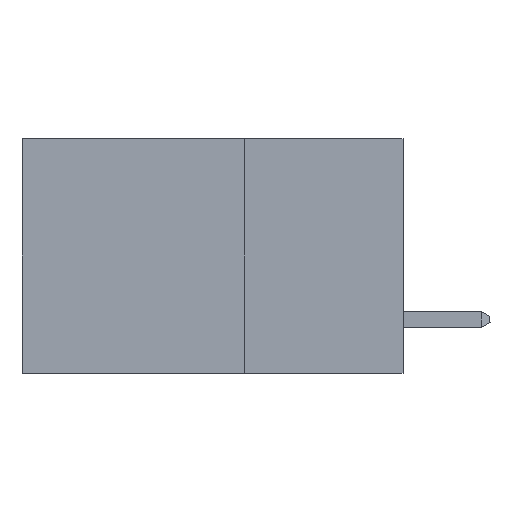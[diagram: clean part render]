
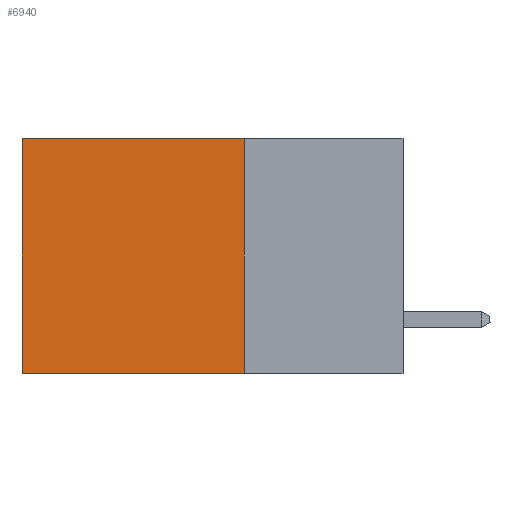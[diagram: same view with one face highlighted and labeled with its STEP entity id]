
A CAD part, left-side view. The second image highlights one B-rep face of the part: STEP entity #6940.
In plain terms, the highlighted planar face has unit normal (-1, 0, 0).
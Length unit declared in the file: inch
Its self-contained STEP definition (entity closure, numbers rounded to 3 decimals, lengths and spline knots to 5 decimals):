
#848 = AXIS2_PLACEMENT_3D ( 'NONE', #29777, #19147, #16917 ) ;
#1313 = VECTOR ( 'NONE', #26527, 39.37008 ) ;
#3383 = CARTESIAN_POINT ( 'NONE',  ( 0.2875, 0.25, -0.37 ) ) ;
#3488 = LINE ( 'NONE', #10448, #26873 ) ;
#5220 = VERTEX_POINT ( 'NONE', #34164 ) ;
#5515 = DIRECTION ( 'NONE',  ( 0., 1., 0. ) ) ;
#6940 = ADVANCED_FACE ( 'NONE', ( #34562 ), #14097, .F. ) ;
#8124 = LINE ( 'NONE', #3383, #24012 ) ;
#8349 = EDGE_CURVE ( 'NONE', #27023, #23789, #3488, .T. ) ;
#8619 = VECTOR ( 'NONE', #32052, 39.37008 ) ;
#9285 = EDGE_CURVE ( 'NONE', #23789, #26357, #15147, .T. ) ;
#10448 = CARTESIAN_POINT ( 'NONE',  ( 0.2875, 0.25, 0. ) ) ;
#11851 = CARTESIAN_POINT ( 'NONE',  ( 0.2875, 0.6, -0.37 ) ) ;
#13215 = CARTESIAN_POINT ( 'NONE',  ( 0.2875, 0.25, 0. ) ) ;
#14097 = PLANE ( 'NONE',  #848 ) ;
#14686 = ORIENTED_EDGE ( 'NONE', *, *, #8349, .T. ) ;
#15147 = LINE ( 'NONE', #26314, #1313 ) ;
#15774 = LINE ( 'NONE', #13215, #8619 ) ;
#16917 = DIRECTION ( 'NONE',  ( 0., 0., -1. ) ) ;
#18892 = ORIENTED_EDGE ( 'NONE', *, *, #24294, .F. ) ;
#19022 = ORIENTED_EDGE ( 'NONE', *, *, #9285, .T. ) ;
#19147 = DIRECTION ( 'NONE',  ( 1., 0., 0. ) ) ;
#20390 = CARTESIAN_POINT ( 'NONE',  ( 0.2875, 0.6, 0. ) ) ;
#22290 = DIRECTION ( 'NONE',  ( 0., 1., 0. ) ) ;
#23789 = VERTEX_POINT ( 'NONE', #20390 ) ;
#24012 = VECTOR ( 'NONE', #22290, 39.37008 ) ;
#24294 = EDGE_CURVE ( 'NONE', #5220, #26357, #8124, .T. ) ;
#26314 = CARTESIAN_POINT ( 'NONE',  ( 0.2875, 0.6, 0. ) ) ;
#26357 = VERTEX_POINT ( 'NONE', #11851 ) ;
#26527 = DIRECTION ( 'NONE',  ( 0., 0., -1. ) ) ;
#26789 = ORIENTED_EDGE ( 'NONE', *, *, #34336, .F. ) ;
#26873 = VECTOR ( 'NONE', #5515, 39.37008 ) ;
#27023 = VERTEX_POINT ( 'NONE', #28291 ) ;
#28291 = CARTESIAN_POINT ( 'NONE',  ( 0.2875, 0.25, 0. ) ) ;
#28656 = EDGE_LOOP ( 'NONE', ( #19022, #18892, #26789, #14686 ) ) ;
#29777 = CARTESIAN_POINT ( 'NONE',  ( 0.2875, 0.25, 0. ) ) ;
#32052 = DIRECTION ( 'NONE',  ( 0., 0., -1. ) ) ;
#34164 = CARTESIAN_POINT ( 'NONE',  ( 0.2875, 0.25, -0.37 ) ) ;
#34336 = EDGE_CURVE ( 'NONE', #27023, #5220, #15774, .T. ) ;
#34562 = FACE_OUTER_BOUND ( 'NONE', #28656, .T. ) ;
